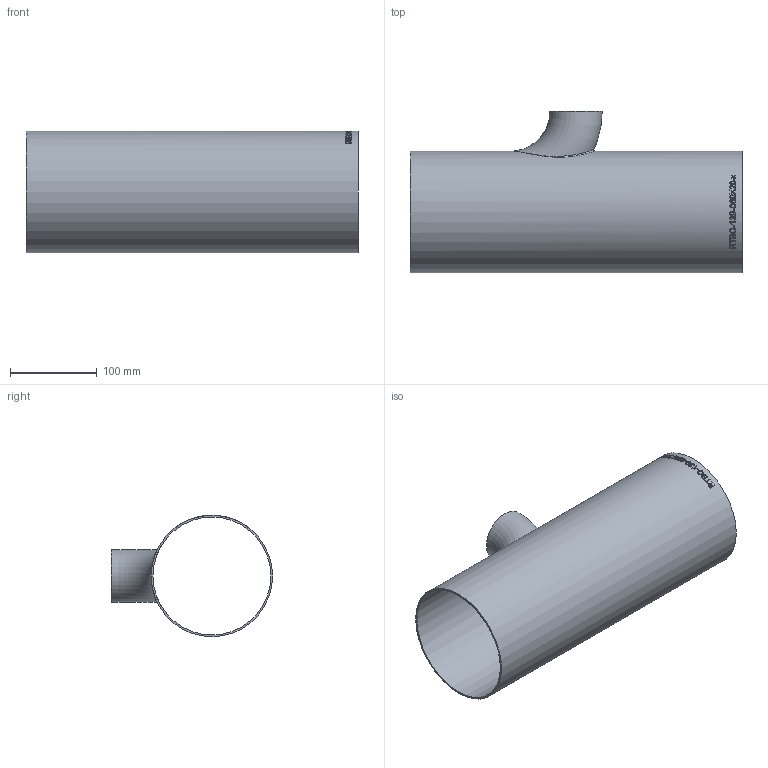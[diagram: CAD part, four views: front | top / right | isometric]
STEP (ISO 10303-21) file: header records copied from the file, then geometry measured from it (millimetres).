
FILE_DESCRIPTION (( 'STEP AP214' ), '1' );
FILE_NAME ('RTBO-139-060X20-x T-Bogen reduziert 2005.STEP', '2020-05-22T08:31:29', ( '' ), ( '' ), 'SwSTEP 2.0', 'SolidWorks 2019', '' );
FILE_SCHEMA (( 'AUTOMOTIVE_DESIGN' ));
Length unit declared in the file: millimetre
Products named in the file (1): RTBO-139-060X20-x T-Bogen reduziert 2005
Bounding box: 382 x 185.55 x 139.7 mm (x, y, z)
Volume: 348552.7 mm3; surface area: 344965.1 mm2
Topology: 1 solids, 1 shells, 229 faces, 601 edges, 401 vertices
Faces by surface type: bspline 142, plane 57, cylinder 28, torus 2
Full cylindrical faces by diameter (mm): 135.7 x1, 139.7 x1
Entity records: 39824 total; most frequent: CARTESIAN_POINT 33069, ORIENTED_EDGE 1184, EDGE_CURVE 592, B_SPLINE_CURVE_WITH_KNOTS 440, DIRECTION 402, VERTEX_POINT 398, EDGE_LOOP 266, FACE_OUTER_BOUND 235
